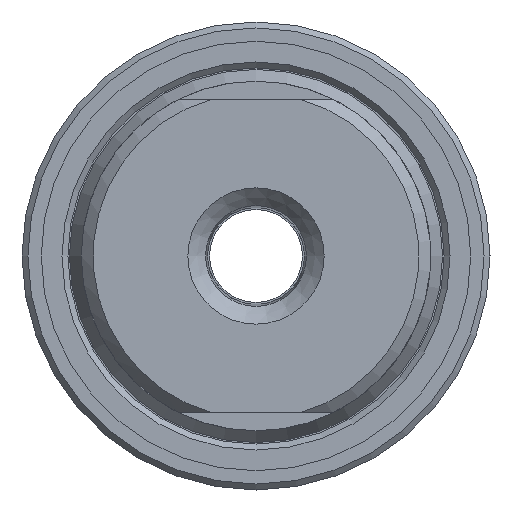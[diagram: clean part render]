
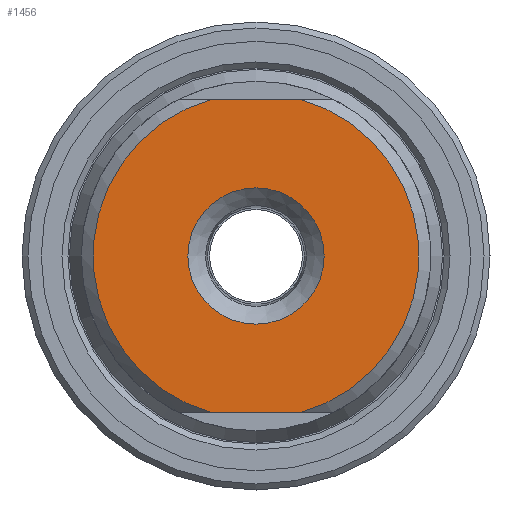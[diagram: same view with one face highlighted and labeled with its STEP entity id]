
A CAD part, left-side view. The second image highlights one B-rep face of the part: STEP entity #1456.
In plain terms, the highlighted planar face has unit normal (-1, 0, 0).
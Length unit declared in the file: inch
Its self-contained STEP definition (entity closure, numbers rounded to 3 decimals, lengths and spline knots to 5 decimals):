
#122=LINE('',#2505,#202);
#127=LINE('',#2533,#207);
#202=VECTOR('',#1995,0.29394);
#207=VECTOR('',#2018,0.29394);
#235=PLANE('',#1625);
#280=FACE_BOUND('',#480,.T.);
#374=FACE_OUTER_BOUND('',#479,.T.);
#479=EDGE_LOOP('',(#1290,#1291,#1292,#1293));
#480=EDGE_LOOP('',(#1294));
#530=CIRCLE('',#1485,0.23);
#597=CIRCLE('',#1615,0.55);
#602=CIRCLE('',#1626,0.55);
#620=VERTEX_POINT('',#2123);
#727=VERTEX_POINT('',#2500);
#728=VERTEX_POINT('',#2504);
#735=VERTEX_POINT('',#2524);
#736=VERTEX_POINT('',#2532);
#758=EDGE_CURVE('',#620,#620,#530,.T.);
#920=EDGE_CURVE('',#728,#727,#122,.T.);
#929=EDGE_CURVE('',#728,#735,#597,.T.);
#932=EDGE_CURVE('',#736,#735,#127,.T.);
#938=EDGE_CURVE('',#736,#727,#602,.T.);
#1290=ORIENTED_EDGE('',*,*,#920,.T.);
#1291=ORIENTED_EDGE('',*,*,#938,.F.);
#1292=ORIENTED_EDGE('',*,*,#932,.T.);
#1293=ORIENTED_EDGE('',*,*,#929,.F.);
#1294=ORIENTED_EDGE('',*,*,#758,.T.);
#1456=ADVANCED_FACE('',(#374,#280),#235,.T.);
#1485=AXIS2_PLACEMENT_3D('',#2124,#1673,#1674);
#1615=AXIS2_PLACEMENT_3D('',#2525,#2011,#2012);
#1625=AXIS2_PLACEMENT_3D('',#2548,#2033,#2034);
#1626=AXIS2_PLACEMENT_3D('',#2549,#2035,#2036);
#1673=DIRECTION('center_axis',(1.,0.,0.));
#1674=DIRECTION('ref_axis',(0.,-1.,0.));
#1995=DIRECTION('',(0.,1.,0.));
#2011=DIRECTION('center_axis',(1.,0.,0.));
#2012=DIRECTION('ref_axis',(0.,1.,0.));
#2018=DIRECTION('',(0.,-1.,0.));
#2033=DIRECTION('center_axis',(-1.,0.,0.));
#2034=DIRECTION('ref_axis',(0.,0.,1.));
#2035=DIRECTION('center_axis',(1.,0.,0.));
#2036=DIRECTION('ref_axis',(0.,1.,0.));
#2123=CARTESIAN_POINT('',(0.,-0.23,0.));
#2124=CARTESIAN_POINT('Origin',(0.,0.,
0.));
#2500=CARTESIAN_POINT('',(0.,0.14697,0.53));
#2504=CARTESIAN_POINT('',(0.,-0.14697,0.53));
#2505=CARTESIAN_POINT('',(0.,-0.35502,0.53));
#2524=CARTESIAN_POINT('',(0.,-0.14697,-0.53));
#2525=CARTESIAN_POINT('Origin',(0.,0.,0.));
#2532=CARTESIAN_POINT('',(0.,0.14697,-0.53));
#2533=CARTESIAN_POINT('',(0.,-0.35502,-0.53));
#2548=CARTESIAN_POINT('Origin',(0.,0.275,0.));
#2549=CARTESIAN_POINT('Origin',(0.,0.,0.));
